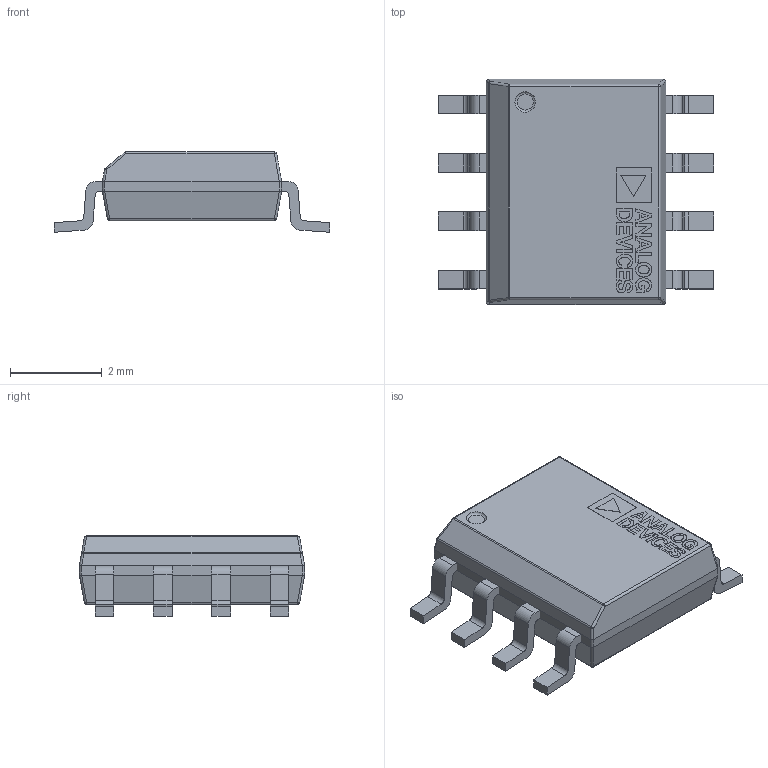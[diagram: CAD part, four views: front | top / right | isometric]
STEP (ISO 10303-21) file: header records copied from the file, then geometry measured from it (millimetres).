
FILE_DESCRIPTION(/* description */ (''),/* implementation_level */ '2;1');
FILE_NAME(/* name */ 'Analog Devices AD628ARZ - 8 SOIC.stp',/* time_stamp */ '2019-11-04T22:52:04-04:00',/* author */ ('Ricardo'),/* organization */ (''),/* preprocessor_version */ 'ST-DEVELOPER v18',/* originating_system */ 'Autodesk Inventor 2020',/* authorisation */ '');
FILE_SCHEMA (('AUTOMOTIVE_DESIGN { 1 0 10303 214 3 1 1 }'));
Length unit declared in the file: millimetre
Products named in the file (4): Analog Devices AD8421ARZ-R7 -  8 SOIC; body; pins; part number
Assembly tree (3 placements, depth 2):
  Analog Devices AD8421ARZ-R7 -  8 SOIC
    body
    pins
    part number
Bounding box: 6 x 4.9 x 1.75 mm (x, y, z)
Volume: 29.4 mm3; surface area: 96.6 mm2
Topology: 23 solids, 23 shells, 327 faces, 810 edges, 530 vertices
Faces by surface type: plane 226, cylinder 55, bspline 35, sphere 10, torus 1
Entity records: 9942 total; most frequent: CARTESIAN_POINT 2121, ORIENTED_EDGE 1620, DIRECTION 1463, EDGE_CURVE 810, LINE 619, VECTOR 619, VERTEX_POINT 530, AXIS2_PLACEMENT_3D 422
